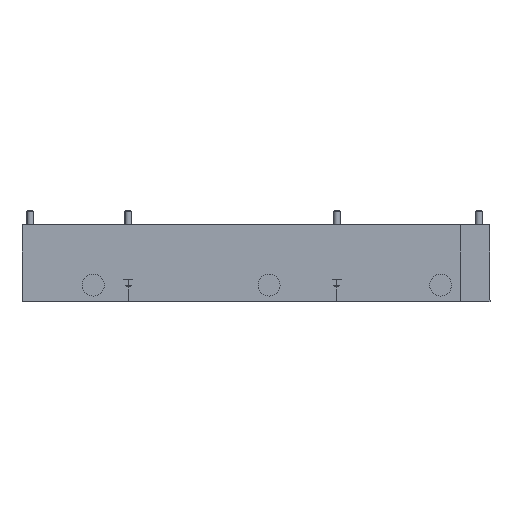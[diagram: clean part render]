
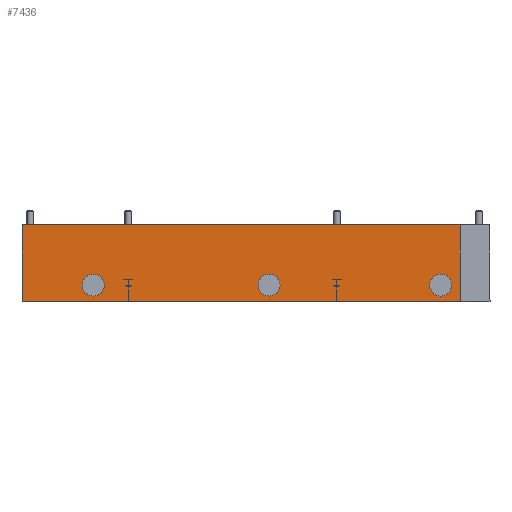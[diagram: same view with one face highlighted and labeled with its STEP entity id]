
A CAD part, left-side view. The second image highlights one B-rep face of the part: STEP entity #7436.
In plain terms, the highlighted face is planar.
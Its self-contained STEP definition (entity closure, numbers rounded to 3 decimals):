
#445 = DIRECTION ( 'NONE',  ( 1., 0., 0. ) ) ;
#594 = DIRECTION ( 'NONE',  ( 0., 1., 0. ) ) ;
#1156 = CIRCLE ( 'NONE', #16363, 6.35 ) ;
#1295 = CIRCLE ( 'NONE', #7557, 6.35 ) ;
#1389 = LINE ( 'NONE', #14273, #16227 ) ;
#1482 = DIRECTION ( 'NONE',  ( 1., 0., 0. ) ) ;
#1798 = CARTESIAN_POINT ( 'NONE',  ( 38.297, 25.499, -212.7 ) ) ;
#2623 = CIRCLE ( 'NONE', #18088, 6.35 ) ;
#2629 = EDGE_LOOP ( 'NONE', ( #10307, #15378 ) ) ;
#3334 = DIRECTION ( 'NONE',  ( 0., 0., -1. ) ) ;
#3429 = CARTESIAN_POINT ( 'NONE',  ( -104.527, -9.426, -212.7 ) ) ;
#3502 = CARTESIAN_POINT ( 'NONE',  ( -2.927, -9.426, -212.7 ) ) ;
#3874 = DIRECTION ( 'NONE',  ( 0., -1., 0. ) ) ;
#3923 = EDGE_CURVE ( 'NONE', #13628, #6242, #4793, .T. ) ;
#4019 = FACE_BOUND ( 'NONE', #2629, .T. ) ;
#4572 = ORIENTED_EDGE ( 'NONE', *, *, #8780, .F. ) ;
#4793 = CIRCLE ( 'NONE', #13478, 6.35 ) ;
#4830 = EDGE_CURVE ( 'NONE', #5766, #5415, #11438, .T. ) ;
#5393 = FACE_BOUND ( 'NONE', #12151, .T. ) ;
#5415 = VERTEX_POINT ( 'NONE', #17778 ) ;
#5591 = VERTEX_POINT ( 'NONE', #11444 ) ;
#5682 = VERTEX_POINT ( 'NONE', #14612 ) ;
#5735 = EDGE_CURVE ( 'NONE', #6242, #13628, #1295, .T. ) ;
#5766 = VERTEX_POINT ( 'NONE', #14517 ) ;
#5782 = CARTESIAN_POINT ( 'NONE',  ( -215.119, -18.951, -212.7 ) ) ;
#6043 = DIRECTION ( 'NONE',  ( 1., 0., 0. ) ) ;
#6242 = VERTEX_POINT ( 'NONE', #11989 ) ;
#6312 = CARTESIAN_POINT ( 'NONE',  ( -215.119, -18.951, -212.7 ) ) ;
#6522 = EDGE_CURVE ( 'NONE', #6994, #16654, #8604, .T. ) ;
#6585 = CARTESIAN_POINT ( 'NONE',  ( -215.119, -18.951, -212.7 ) ) ;
#6868 = CARTESIAN_POINT ( 'NONE',  ( -203.714, -9.426, -212.7 ) ) ;
#6905 = CARTESIAN_POINT ( 'NONE',  ( -215.119, -18.951, -212.7 ) ) ;
#6973 = DIRECTION ( 'NONE',  ( 0., 0., -1. ) ) ;
#6994 = VERTEX_POINT ( 'NONE', #5782 ) ;
#7318 = DIRECTION ( 'NONE',  ( 0., 0., -1. ) ) ;
#7387 = LINE ( 'NONE', #1798, #12612 ) ;
#7436 = ADVANCED_FACE ( 'NONE', ( #18177, #5393, #16810, #4019 ), #9729, .F. ) ;
#7557 = AXIS2_PLACEMENT_3D ( 'NONE', #8841, #15728, #445 ) ;
#8065 = ORIENTED_EDGE ( 'NONE', *, *, #5735, .F. ) ;
#8072 = DIRECTION ( 'NONE',  ( 0., 0., -1. ) ) ;
#8266 = EDGE_LOOP ( 'NONE', ( #16526, #10656, #15872, #10751 ) ) ;
#8351 = EDGE_CURVE ( 'NONE', #13003, #5591, #1389, .T. ) ;
#8500 = EDGE_LOOP ( 'NONE', ( #8065, #14053 ) ) ;
#8604 = LINE ( 'NONE', #6312, #9690 ) ;
#8780 = EDGE_CURVE ( 'NONE', #5415, #5766, #1156, .T. ) ;
#8841 = CARTESIAN_POINT ( 'NONE',  ( -104.527, -9.426, -212.7 ) ) ;
#9305 = EDGE_CURVE ( 'NONE', #14270, #5682, #2623, .T. ) ;
#9690 = VECTOR ( 'NONE', #12817, 1000. ) ;
#9729 = PLANE ( 'NONE',  #18243 ) ;
#9775 = CARTESIAN_POINT ( 'NONE',  ( -9.277, -9.426, -212.7 ) ) ;
#10121 = VECTOR ( 'NONE', #3874, 1000. ) ;
#10307 = ORIENTED_EDGE ( 'NONE', *, *, #13439, .F. ) ;
#10526 = DIRECTION ( 'NONE',  ( 0., 0., -1. ) ) ;
#10656 = ORIENTED_EDGE ( 'NONE', *, *, #18404, .F. ) ;
#10751 = ORIENTED_EDGE ( 'NONE', *, *, #11232, .F. ) ;
#10898 = CARTESIAN_POINT ( 'NONE',  ( 38.297, -18.951, -212.7 ) ) ;
#10964 = CARTESIAN_POINT ( 'NONE',  ( -203.714, -9.426, -212.7 ) ) ;
#11232 = EDGE_CURVE ( 'NONE', #16654, #5591, #7387, .T. ) ;
#11438 = CIRCLE ( 'NONE', #12064, 6.35 ) ;
#11444 = CARTESIAN_POINT ( 'NONE',  ( 38.297, 25.499, -212.7 ) ) ;
#11583 = ORIENTED_EDGE ( 'NONE', *, *, #4830, .F. ) ;
#11989 = CARTESIAN_POINT ( 'NONE',  ( -98.177, -9.426, -212.7 ) ) ;
#12031 = DIRECTION ( 'NONE',  ( 1., 0., 0. ) ) ;
#12064 = AXIS2_PLACEMENT_3D ( 'NONE', #10964, #8072, #12382 ) ;
#12151 = EDGE_LOOP ( 'NONE', ( #11583, #4572 ) ) ;
#12237 = CARTESIAN_POINT ( 'NONE',  ( -215.119, 25.499, -212.7 ) ) ;
#12382 = DIRECTION ( 'NONE',  ( 1., 0., 0. ) ) ;
#12498 = AXIS2_PLACEMENT_3D ( 'NONE', #18402, #7318, #13028 ) ;
#12612 = VECTOR ( 'NONE', #594, 1000. ) ;
#12817 = DIRECTION ( 'NONE',  ( 1., 0., 0. ) ) ;
#13003 = VERTEX_POINT ( 'NONE', #12237 ) ;
#13028 = DIRECTION ( 'NONE',  ( 1., 0., 0. ) ) ;
#13439 = EDGE_CURVE ( 'NONE', #5682, #14270, #18102, .T. ) ;
#13478 = AXIS2_PLACEMENT_3D ( 'NONE', #3429, #3334, #12031 ) ;
#13628 = VERTEX_POINT ( 'NONE', #17464 ) ;
#14053 = ORIENTED_EDGE ( 'NONE', *, *, #3923, .F. ) ;
#14171 = DIRECTION ( 'NONE',  ( 1., 0., 0. ) ) ;
#14270 = VERTEX_POINT ( 'NONE', #9775 ) ;
#14273 = CARTESIAN_POINT ( 'NONE',  ( -215.119, 25.499, -212.7 ) ) ;
#14517 = CARTESIAN_POINT ( 'NONE',  ( -197.364, -9.426, -212.7 ) ) ;
#14612 = CARTESIAN_POINT ( 'NONE',  ( 3.423, -9.426, -212.7 ) ) ;
#15007 = LINE ( 'NONE', #6585, #10121 ) ;
#15378 = ORIENTED_EDGE ( 'NONE', *, *, #9305, .F. ) ;
#15728 = DIRECTION ( 'NONE',  ( 0., 0., -1. ) ) ;
#15872 = ORIENTED_EDGE ( 'NONE', *, *, #8351, .T. ) ;
#16113 = DIRECTION ( 'NONE',  ( 1., 0., 0. ) ) ;
#16227 = VECTOR ( 'NONE', #1482, 1000. ) ;
#16363 = AXIS2_PLACEMENT_3D ( 'NONE', #6868, #6973, #14171 ) ;
#16526 = ORIENTED_EDGE ( 'NONE', *, *, #6522, .F. ) ;
#16654 = VERTEX_POINT ( 'NONE', #10898 ) ;
#16810 = FACE_BOUND ( 'NONE', #8500, .T. ) ;
#17464 = CARTESIAN_POINT ( 'NONE',  ( -110.877, -9.426, -212.7 ) ) ;
#17611 = DIRECTION ( 'NONE',  ( 0., 0., 1. ) ) ;
#17778 = CARTESIAN_POINT ( 'NONE',  ( -210.064, -9.426, -212.7 ) ) ;
#18088 = AXIS2_PLACEMENT_3D ( 'NONE', #3502, #10526, #16113 ) ;
#18102 = CIRCLE ( 'NONE', #12498, 6.35 ) ;
#18177 = FACE_OUTER_BOUND ( 'NONE', #8266, .T. ) ;
#18243 = AXIS2_PLACEMENT_3D ( 'NONE', #6905, #17611, #6043 ) ;
#18402 = CARTESIAN_POINT ( 'NONE',  ( -2.927, -9.426, -212.7 ) ) ;
#18404 = EDGE_CURVE ( 'NONE', #13003, #6994, #15007, .T. ) ;
